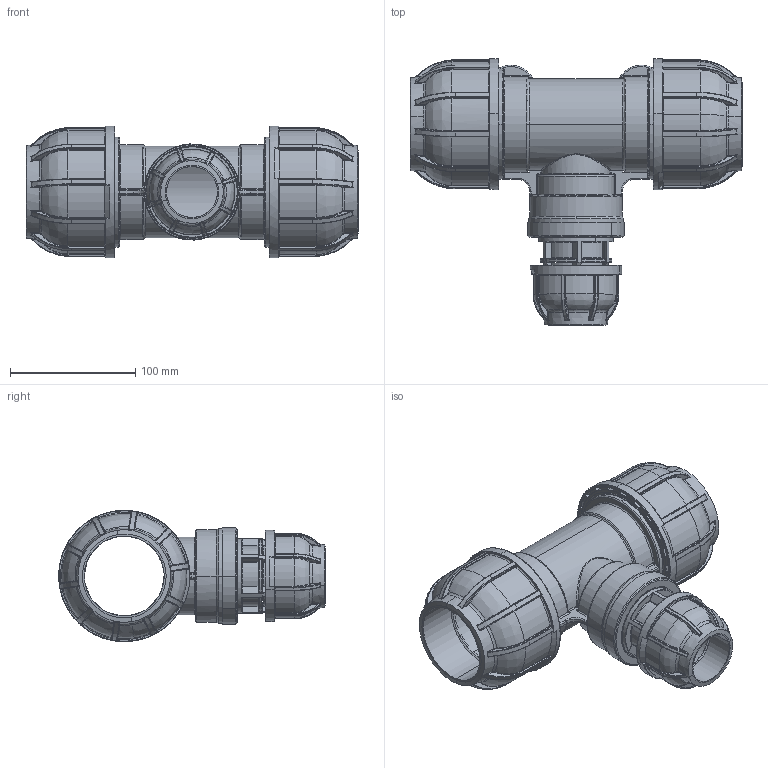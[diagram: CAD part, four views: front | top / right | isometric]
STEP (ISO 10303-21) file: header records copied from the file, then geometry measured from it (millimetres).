
FILE_DESCRIPTION (( 'STEP AP203' ), '1' );
FILE_NAME ('R247.063.040.STEP', '2016-10-19T11:58:20', ( '' ), ( '' ), 'SwSTEP 2.0', 'SolidWorks 2016', '' );
FILE_SCHEMA (( 'CONFIG_CONTROL_DESIGN' ));
Length unit declared in the file: millimetre
Products named in the file (1): R247.063.040
Bounding box: 265.6 x 213.33 x 104.99 mm (x, y, z)
Surface area: 208922.6 mm2 (no closed solid volume)
Topology: 0 solids, 97 shells, 1688 faces, 5912 edges, 4057 vertices
Faces by surface type: bspline 792, cylinder 473, plane 384, cone 39
Entity records: 92550 total; most frequent: CARTESIAN_POINT 50474, ORIENTED_EDGE 8797, DIRECTION 7221, EDGE_CURVE 5872, VERTEX_POINT 4057, AXIS2_PLACEMENT_3D 2741, B_SPLINE_CURVE_WITH_KNOTS 1905, CIRCLE 1844
